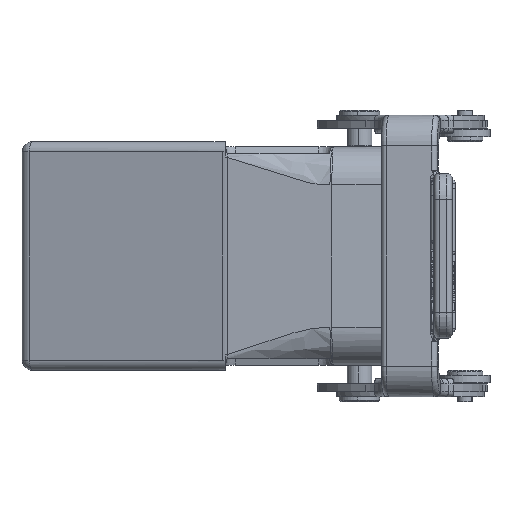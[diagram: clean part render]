
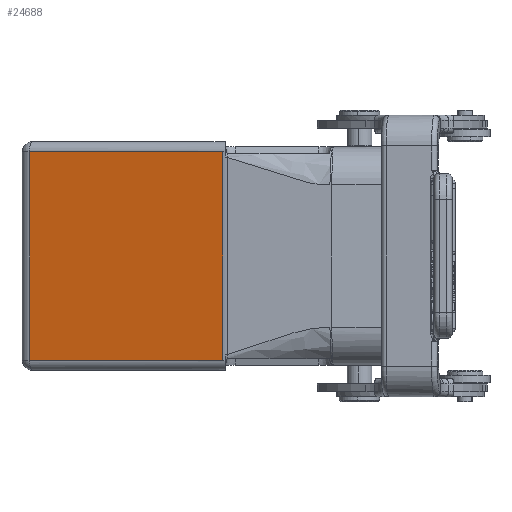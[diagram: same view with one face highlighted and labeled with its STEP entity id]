
A CAD part, left-side view. The second image highlights one B-rep face of the part: STEP entity #24688.
In plain terms, the highlighted planar face has unit normal (-0.966, 0.259, 0).
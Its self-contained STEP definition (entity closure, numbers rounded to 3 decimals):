
#541=DIRECTION('',(-0.259,-0.966,0.));
#542=VECTOR('',#541,39.439);
#543=CARTESIAN_POINT('',(-24.141,61.518,-20.5));
#544=LINE('',#543,#542);
#572=DIRECTION('',(0.,0.,-1.));
#573=VECTOR('',#572,41.);
#574=CARTESIAN_POINT('',(-24.141,61.518,20.5));
#575=LINE('',#574,#573);
#591=DIRECTION('',(0.259,0.966,0.));
#592=VECTOR('',#591,39.439);
#593=CARTESIAN_POINT('',(-34.348,23.423,20.5));
#594=LINE('',#593,#592);
#610=DIRECTION('',(0.,0.,1.));
#611=VECTOR('',#610,41.);
#612=CARTESIAN_POINT('',(-34.348,23.423,-20.5));
#613=LINE('',#612,#611);
#19345=CARTESIAN_POINT('',(-24.141,61.518,
-20.5));
#19346=VERTEX_POINT('',#19345);
#19347=CARTESIAN_POINT('',(-34.348,23.423,
-20.5));
#19348=VERTEX_POINT('',#19347);
#19349=CARTESIAN_POINT('',(-24.141,61.518,
20.5));
#19350=VERTEX_POINT('',#19349);
#19351=CARTESIAN_POINT('',(-34.348,23.423,
20.5));
#19352=VERTEX_POINT('',#19351);
#24676=CARTESIAN_POINT('',(-29.245,42.47,
0.));
#24677=DIRECTION('',(0.966,-0.259,0.));
#24678=DIRECTION('',(-0.259,-0.966,0.));
#24679=AXIS2_PLACEMENT_3D('',#24676,#24677,#24678);
#24680=PLANE('',#24679);
#24681=ORIENTED_EDGE('',*,*,#24612,.F.);
#24682=ORIENTED_EDGE('',*,*,#24642,.F.);
#24683=ORIENTED_EDGE('',*,*,#24664,.F.);
#24685=ORIENTED_EDGE('',*,*,#24684,.F.);
#24686=EDGE_LOOP('',(#24681,#24682,#24683,#24685));
#24687=FACE_OUTER_BOUND('',#24686,.F.);
#24612=EDGE_CURVE('',#19346,#19348,#544,.T.);
#24642=EDGE_CURVE('',#19350,#19346,#575,.T.);
#24664=EDGE_CURVE('',#19352,#19350,#594,.T.);
#24684=EDGE_CURVE('',#19348,#19352,#613,.T.);
#24688=ADVANCED_FACE('',(#24687),#24680,.F.);
